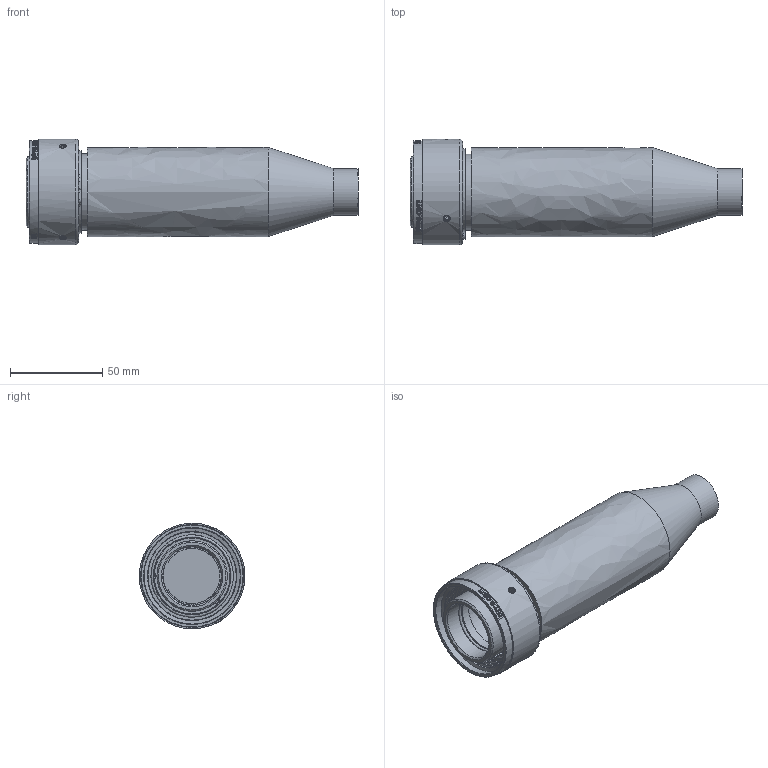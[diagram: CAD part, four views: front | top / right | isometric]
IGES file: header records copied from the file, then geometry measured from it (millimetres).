
Global section: file name: 3R-CP-CA; native system: Autodesk Inventor 2014; preprocessor: unknown; author: J Kirby; date: 20141031.164403; units: inch
Bounding box: 179.71 x 57.28 x 57.15 mm (x, y, z)
Volume: 264990.3 mm3; surface area: 55512.4 mm2
Topology: 12 solids, 12 shells, 638 faces, 1742 edges, 1181 vertices
Faces by surface type: bspline 638
